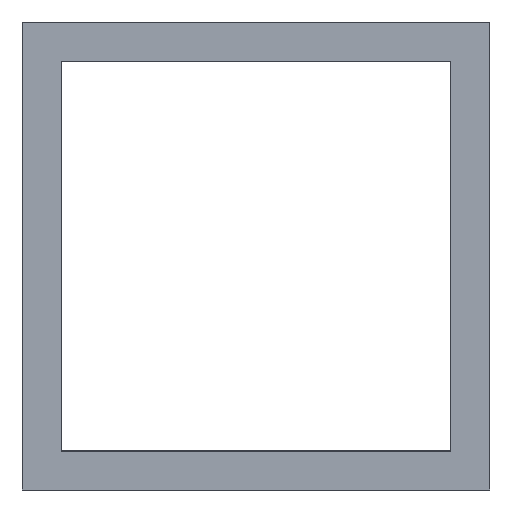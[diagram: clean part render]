
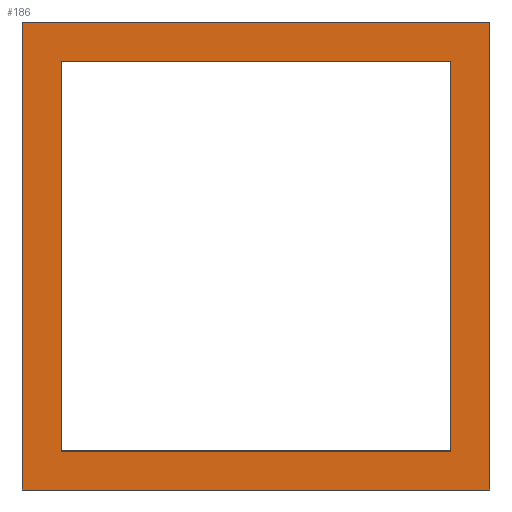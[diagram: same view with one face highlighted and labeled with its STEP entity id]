
A CAD part, front view. The second image highlights one B-rep face of the part: STEP entity #186.
In plain terms, the highlighted planar face has unit normal (0, -1, 0).
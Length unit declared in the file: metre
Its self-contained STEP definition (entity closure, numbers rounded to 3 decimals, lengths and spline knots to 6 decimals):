
#16=FACE_BOUND('',#30,.T.);
#18=FACE_OUTER_BOUND('',#29,.T.);
#29=EDGE_LOOP('',(#135,#136,#137,#138));
#30=EDGE_LOOP('',(#139,#140,#141,#142));
#47=LINE('',#286,#71);
#48=LINE('',#288,#72);
#49=LINE('',#290,#73);
#50=LINE('',#291,#74);
#51=LINE('',#294,#75);
#52=LINE('',#296,#76);
#53=LINE('',#298,#77);
#54=LINE('',#299,#78);
#71=VECTOR('',#233,1.);
#72=VECTOR('',#234,1.);
#73=VECTOR('',#235,1.);
#74=VECTOR('',#236,1.);
#75=VECTOR('',#237,1.);
#76=VECTOR('',#238,1.);
#77=VECTOR('',#239,1.);
#78=VECTOR('',#240,1.);
#95=VERTEX_POINT('',#284);
#96=VERTEX_POINT('',#285);
#97=VERTEX_POINT('',#287);
#98=VERTEX_POINT('',#289);
#99=VERTEX_POINT('',#292);
#100=VERTEX_POINT('',#293);
#101=VERTEX_POINT('',#295);
#102=VERTEX_POINT('',#297);
#111=EDGE_CURVE('',#95,#96,#47,.T.);
#112=EDGE_CURVE('',#97,#96,#48,.T.);
#113=EDGE_CURVE('',#98,#97,#49,.T.);
#114=EDGE_CURVE('',#98,#95,#50,.T.);
#115=EDGE_CURVE('',#99,#100,#51,.T.);
#116=EDGE_CURVE('',#100,#101,#52,.T.);
#117=EDGE_CURVE('',#102,#101,#53,.T.);
#118=EDGE_CURVE('',#99,#102,#54,.T.);
#135=ORIENTED_EDGE('',*,*,#111,.T.);
#136=ORIENTED_EDGE('',*,*,#112,.F.);
#137=ORIENTED_EDGE('',*,*,#113,.F.);
#138=ORIENTED_EDGE('',*,*,#114,.T.);
#139=ORIENTED_EDGE('',*,*,#115,.T.);
#140=ORIENTED_EDGE('',*,*,#116,.T.);
#141=ORIENTED_EDGE('',*,*,#117,.F.);
#142=ORIENTED_EDGE('',*,*,#118,.F.);
#176=PLANE('',#210);
#186=ADVANCED_FACE('',(#18,#16),#176,.F.);
#210=AXIS2_PLACEMENT_3D('',#283,#231,#232);
#231=DIRECTION('center_axis',(0.,1.,0.));
#232=DIRECTION('ref_axis',(-1.,0.,0.));
#233=DIRECTION('',(1.,0.,0.));
#234=DIRECTION('',(0.,0.,-1.));
#235=DIRECTION('',(1.,0.,0.));
#236=DIRECTION('',(0.,0.,-1.));
#237=DIRECTION('',(1.,0.,0.));
#238=DIRECTION('',(0.,0.,-1.));
#239=DIRECTION('',(1.,0.,0.));
#240=DIRECTION('',(0.,0.,-1.));
#283=CARTESIAN_POINT('Origin',(-0.00318,-0.021499,-0.040392));
#284=CARTESIAN_POINT('',(0.00982,-0.021499,-0.046392));
#285=CARTESIAN_POINT('',(0.02182,-0.021499,-0.046392));
#286=CARTESIAN_POINT('',(0.01582,-0.021499,-0.046392));
#287=CARTESIAN_POINT('',(0.02182,-0.021499,-0.034392));
#288=CARTESIAN_POINT('',(0.02182,-0.021499,-0.040392));
#289=CARTESIAN_POINT('',(0.00982,-0.021499,-0.034392));
#290=CARTESIAN_POINT('',(0.01582,-0.021499,-0.034392));
#291=CARTESIAN_POINT('',(0.00982,-0.021499,-0.040392));
#292=CARTESIAN_POINT('',(0.01082,-0.021499,-0.035392));
#293=CARTESIAN_POINT('',(0.02082,-0.021499,-0.035392));
#294=CARTESIAN_POINT('',(0.01582,-0.021499,-0.035392));
#295=CARTESIAN_POINT('',(0.02082,-0.021499,-0.045392));
#296=CARTESIAN_POINT('',(0.02082,-0.021499,-0.040392));
#297=CARTESIAN_POINT('',(0.01082,-0.021499,-0.045392));
#298=CARTESIAN_POINT('',(0.01582,-0.021499,-0.045392));
#299=CARTESIAN_POINT('',(0.01082,-0.021499,-0.040392));
